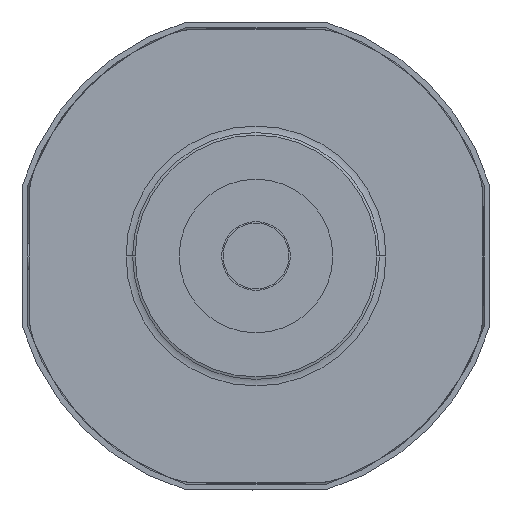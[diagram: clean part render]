
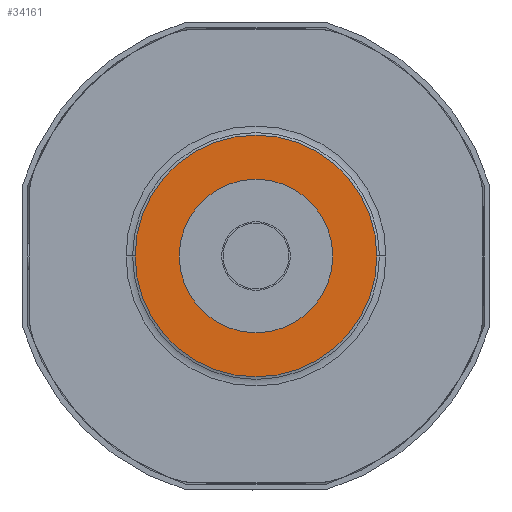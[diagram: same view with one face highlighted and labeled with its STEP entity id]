
A CAD part, front view. The second image highlights one B-rep face of the part: STEP entity #34161.
In plain terms, the highlighted planar face has unit normal (0, -1, 0).
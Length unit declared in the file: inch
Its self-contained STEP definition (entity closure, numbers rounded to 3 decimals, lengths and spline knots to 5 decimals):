
#697 = AXIS2_PLACEMENT_3D ( 'NONE', #48432, #7081, #55387 ) ;
#2926 = EDGE_LOOP ( 'NONE', ( #18005, #4199 ) ) ;
#3097 = EDGE_CURVE ( 'NONE', #32578, #35194, #87341, .T. ) ;
#4199 = ORIENTED_EDGE ( 'NONE', *, *, #14112, .T. ) ;
#4532 = FACE_BOUND ( 'NONE', #18999, .T. ) ;
#5655 = PLANE ( 'NONE',  #40011 ) ;
#7081 = DIRECTION ( 'NONE',  ( 0., -1., 0. ) ) ;
#8648 = ORIENTED_EDGE ( 'NONE', *, *, #3097, .F. ) ;
#8701 = CIRCLE ( 'NONE', #43101, 0.5 ) ;
#12006 = CARTESIAN_POINT ( 'NONE',  ( 0., -0.21464, -0.78725 ) ) ;
#12606 = DIRECTION ( 'NONE',  ( 0., 0., -1. ) ) ;
#14112 = EDGE_CURVE ( 'NONE', #16653, #87857, #76247, .T. ) ;
#16653 = VERTEX_POINT ( 'NONE', #41374 ) ;
#17263 = DIRECTION ( 'NONE',  ( 0., -1., 0. ) ) ;
#18005 = ORIENTED_EDGE ( 'NONE', *, *, #50367, .T. ) ;
#18999 = EDGE_LOOP ( 'NONE', ( #32982, #8648 ) ) ;
#22920 = AXIS2_PLACEMENT_3D ( 'NONE', #81387, #60841, #54235 ) ;
#23812 = CIRCLE ( 'NONE', #57017, 0.78725 ) ;
#32578 = VERTEX_POINT ( 'NONE', #56110 ) ;
#32982 = ORIENTED_EDGE ( 'NONE', *, *, #73371, .F. ) ;
#34161 = ADVANCED_FACE ( 'NONE', ( #57464, #4532 ), #5655, .T. ) ;
#35194 = VERTEX_POINT ( 'NONE', #36830 ) ;
#36830 = CARTESIAN_POINT ( 'NONE',  ( 0., -0.21464, -0.5 ) ) ;
#37239 = CARTESIAN_POINT ( 'NONE',  ( 0., -0.21464, 0. ) ) ;
#40011 = AXIS2_PLACEMENT_3D ( 'NONE', #67558, #53984, #12606 ) ;
#41374 = CARTESIAN_POINT ( 'NONE',  ( 0., -0.21464, 0.78725 ) ) ;
#43101 = AXIS2_PLACEMENT_3D ( 'NONE', #37239, #85558, #44164 ) ;
#44164 = DIRECTION ( 'NONE',  ( 0., 0., -1. ) ) ;
#48432 = CARTESIAN_POINT ( 'NONE',  ( 0., -0.21464, 0. ) ) ;
#50367 = EDGE_CURVE ( 'NONE', #87857, #16653, #23812, .T. ) ;
#53984 = DIRECTION ( 'NONE',  ( 0., -1., 0. ) ) ;
#54235 = DIRECTION ( 'NONE',  ( 0., 0., -1. ) ) ;
#55387 = DIRECTION ( 'NONE',  ( 0., 0., -1. ) ) ;
#56110 = CARTESIAN_POINT ( 'NONE',  ( 0., -0.21464, 0.5 ) ) ;
#57017 = AXIS2_PLACEMENT_3D ( 'NONE', #58606, #17263, #65549 ) ;
#57464 = FACE_OUTER_BOUND ( 'NONE', #2926, .T. ) ;
#58606 = CARTESIAN_POINT ( 'NONE',  ( 0., -0.21464, 0. ) ) ;
#60841 = DIRECTION ( 'NONE',  ( 0., -1., 0. ) ) ;
#65549 = DIRECTION ( 'NONE',  ( 0., 0., -1. ) ) ;
#67558 = CARTESIAN_POINT ( 'NONE',  ( 0.78725, -0.21464, 0. ) ) ;
#73371 = EDGE_CURVE ( 'NONE', #35194, #32578, #8701, .T. ) ;
#76247 = CIRCLE ( 'NONE', #697, 0.78725 ) ;
#81387 = CARTESIAN_POINT ( 'NONE',  ( 0., -0.21464, 0. ) ) ;
#85558 = DIRECTION ( 'NONE',  ( 0., -1., 0. ) ) ;
#87341 = CIRCLE ( 'NONE', #22920, 0.5 ) ;
#87857 = VERTEX_POINT ( 'NONE', #12006 ) ;
